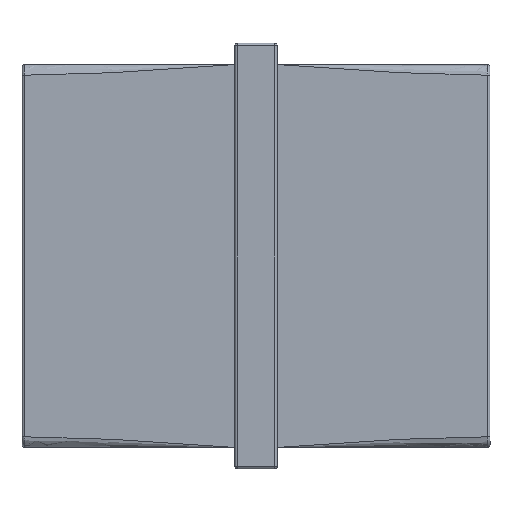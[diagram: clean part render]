
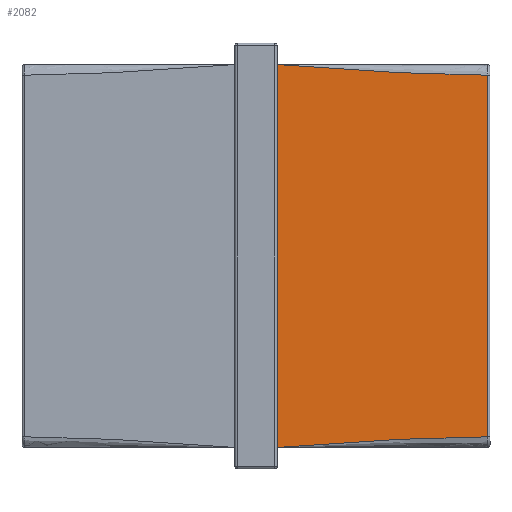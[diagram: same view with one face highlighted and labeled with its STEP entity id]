
A CAD part, front view. The second image highlights one B-rep face of the part: STEP entity #2082.
In plain terms, the highlighted planar face has unit normal (0, -1, 0).
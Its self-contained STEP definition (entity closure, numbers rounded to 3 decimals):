
#6 = CARTESIAN_POINT ( 'NONE',  ( 21.75, -8., 17. ) ) ;
#108 = EDGE_CURVE ( 'NONE', #1730, #535, #1441, .T. ) ;
#120 = VERTEX_POINT ( 'NONE', #175 ) ;
#175 = CARTESIAN_POINT ( 'NONE',  ( 21.75, -8., 17. ) ) ;
#177 = EDGE_CURVE ( 'NONE', #1099, #1730, #873, .T. ) ;
#223 = FACE_OUTER_BOUND ( 'NONE', #1155, .T. ) ;
#244 = CARTESIAN_POINT ( 'NONE',  ( 8.583, -8., 17.506 ) ) ;
#535 = VERTEX_POINT ( 'NONE', #709 ) ;
#612 = DIRECTION ( 'NONE',  ( 0., 1., 0. ) ) ;
#681 = CARTESIAN_POINT ( 'NONE',  ( 15.167, -8., -17.012 ) ) ;
#691 = DIRECTION ( 'NONE',  ( 0., 0., -1. ) ) ;
#699 = DIRECTION ( 'NONE',  ( 0., 0., 1. ) ) ;
#709 = CARTESIAN_POINT ( 'NONE',  ( 21.75, -8., -17. ) ) ;
#770 = VECTOR ( 'NONE', #691, 1000. ) ;
#873 = LINE ( 'NONE', #1608, #770 ) ;
#974 = CARTESIAN_POINT ( 'NONE',  ( 2., -8., 18. ) ) ;
#987 = CARTESIAN_POINT ( 'NONE',  ( 15.167, -8., 17.012 ) ) ;
#1044 = ORIENTED_EDGE ( 'NONE', *, *, #108, .T. ) ;
#1072 = B_SPLINE_CURVE_WITH_KNOTS ( 'NONE', 3,
 ( #2097, #987, #244, #974 ),
 .UNSPECIFIED., .F., .F.,
 ( 4, 4 ),
 ( 0., 0.02 ),
 .UNSPECIFIED. ) ;
#1088 = ORIENTED_EDGE ( 'NONE', *, *, #177, .T. ) ;
#1099 = VERTEX_POINT ( 'NONE', #1322 ) ;
#1155 = EDGE_LOOP ( 'NONE', ( #1044, #1502, #1364, #1088 ) ) ;
#1322 = CARTESIAN_POINT ( 'NONE',  ( 2., -8., 18. ) ) ;
#1364 = ORIENTED_EDGE ( 'NONE', *, *, #1530, .T. ) ;
#1409 = EDGE_CURVE ( 'NONE', #535, #120, #2210, .T. ) ;
#1441 = B_SPLINE_CURVE_WITH_KNOTS ( 'NONE', 3,
 ( #2372, #2339, #681, #2018 ),
 .UNSPECIFIED., .F., .F.,
 ( 4, 4 ),
 ( -0.04, -0.02 ),
 .UNSPECIFIED. ) ;
#1502 = ORIENTED_EDGE ( 'NONE', *, *, #1409, .T. ) ;
#1530 = EDGE_CURVE ( 'NONE', #120, #1099, #1072, .T. ) ;
#1608 = CARTESIAN_POINT ( 'NONE',  ( 2., -8., 18. ) ) ;
#1730 = VERTEX_POINT ( 'NONE', #2183 ) ;
#1968 = VECTOR ( 'NONE', #699, 1000. ) ;
#2018 = CARTESIAN_POINT ( 'NONE',  ( 21.75, -8., -17. ) ) ;
#2082 = ADVANCED_FACE ( 'NONE', ( #223 ), #2252, .F. ) ;
#2092 = CARTESIAN_POINT ( 'NONE',  ( 22., -8., 18. ) ) ;
#2097 = CARTESIAN_POINT ( 'NONE',  ( 21.75, -8., 17. ) ) ;
#2183 = CARTESIAN_POINT ( 'NONE',  ( 2., -8., -18. ) ) ;
#2195 = AXIS2_PLACEMENT_3D ( 'NONE', #2092, #612, #2265 ) ;
#2210 = LINE ( 'NONE', #6, #1968 ) ;
#2252 = PLANE ( 'NONE',  #2195 ) ;
#2265 = DIRECTION ( 'NONE',  ( 0., 0., 1. ) ) ;
#2339 = CARTESIAN_POINT ( 'NONE',  ( 8.583, -8., -17.506 ) ) ;
#2372 = CARTESIAN_POINT ( 'NONE',  ( 2., -8., -18. ) ) ;
